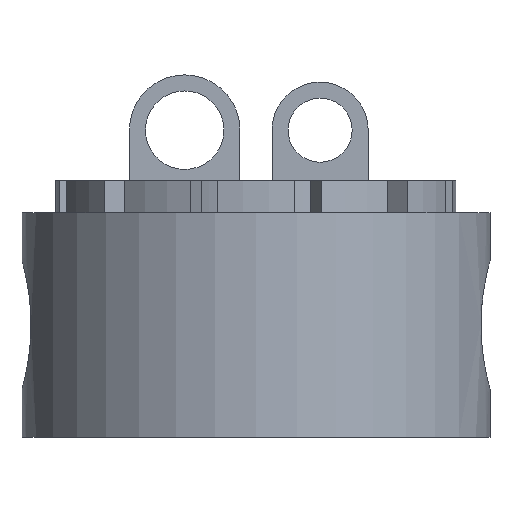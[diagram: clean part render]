
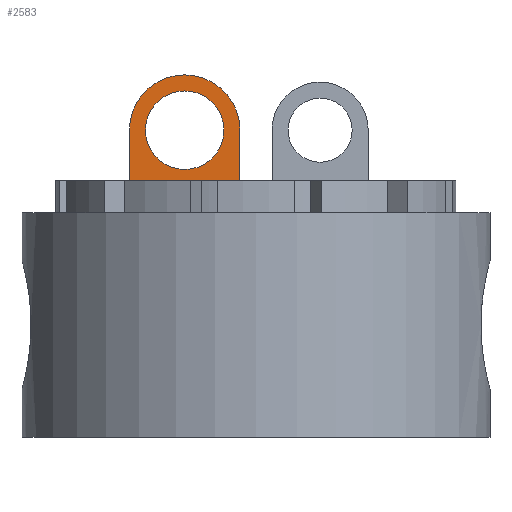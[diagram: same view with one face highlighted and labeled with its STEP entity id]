
A CAD part, front view. The second image highlights one B-rep face of the part: STEP entity #2583.
In plain terms, the highlighted planar face has unit normal (0, -1, 0).
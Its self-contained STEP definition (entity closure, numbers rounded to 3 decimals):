
#137 = FACE_BOUND ( 'NONE', #3347, .T. ) ;
#366 = DIRECTION ( 'NONE',  ( 0., 0., 1. ) ) ;
#490 = CIRCLE ( 'NONE', #1989, 34.5 ) ;
#494 = CARTESIAN_POINT ( 'NONE',  ( -44.5, -10., -123.502 ) ) ;
#548 = DIRECTION ( 'NONE',  ( 0., 0., 1. ) ) ;
#561 = CARTESIAN_POINT ( 'NONE',  ( -44.5, -10., -123.502 ) ) ;
#631 = VERTEX_POINT ( 'NONE', #3643 ) ;
#662 = PLANE ( 'NONE',  #2521 ) ;
#928 = VECTOR ( 'NONE', #548, 1000. ) ;
#1023 = DIRECTION ( 'NONE',  ( 0., 1., 0. ) ) ;
#1075 = DIRECTION ( 'NONE',  ( -1., 0., 0. ) ) ;
#1102 = CARTESIAN_POINT ( 'NONE',  ( 0., -10., -155. ) ) ;
#1106 = ORIENTED_EDGE ( 'NONE', *, *, #1878, .F. ) ;
#1130 = DIRECTION ( 'NONE',  ( 1., 0., 0. ) ) ;
#1222 = ORIENTED_EDGE ( 'NONE', *, *, #4126, .T. ) ;
#1310 = AXIS2_PLACEMENT_3D ( 'NONE', #494, #3806, #1130 ) ;
#1341 = VERTEX_POINT ( 'NONE', #2727 ) ;
#1399 = VERTEX_POINT ( 'NONE', #3669 ) ;
#1493 = DIRECTION ( 'NONE',  ( 0., 0., -1. ) ) ;
#1556 = DIRECTION ( 'NONE',  ( 0., -1., 0. ) ) ;
#1573 = CARTESIAN_POINT ( 'NONE',  ( -10., -10., -139.251 ) ) ;
#1596 = VECTOR ( 'NONE', #1075, 1000. ) ;
#1684 = CARTESIAN_POINT ( 'NONE',  ( -79., -10., -155. ) ) ;
#1699 = EDGE_CURVE ( 'NONE', #1399, #631, #3338, .T. ) ;
#1705 = ORIENTED_EDGE ( 'NONE', *, *, #1943, .F. ) ;
#1826 = ORIENTED_EDGE ( 'NONE', *, *, #3172, .F. ) ;
#1878 = EDGE_CURVE ( 'NONE', #1341, #1891, #2008, .T. ) ;
#1891 = VERTEX_POINT ( 'NONE', #4139 ) ;
#1943 = EDGE_CURVE ( 'NONE', #1891, #1341, #3540, .T. ) ;
#1944 = EDGE_LOOP ( 'NONE', ( #1826, #1222, #2392, #2706 ) ) ;
#1989 = AXIS2_PLACEMENT_3D ( 'NONE', #3015, #1023, #3334 ) ;
#2008 = CIRCLE ( 'NONE', #1310, 24.5 ) ;
#2070 = LINE ( 'NONE', #1573, #928 ) ;
#2144 = EDGE_CURVE ( 'NONE', #1399, #3568, #490, .T. ) ;
#2232 = CARTESIAN_POINT ( 'NONE',  ( -10., -10., -155. ) ) ;
#2353 = DIRECTION ( 'NONE',  ( 0., 1., 0. ) ) ;
#2375 = VECTOR ( 'NONE', #1493, 1000. ) ;
#2392 = ORIENTED_EDGE ( 'NONE', *, *, #2144, .F. ) ;
#2521 = AXIS2_PLACEMENT_3D ( 'NONE', #1684, #2353, #366 ) ;
#2583 = ADVANCED_FACE ( 'NONE', ( #137, #3857 ), #662, .F. ) ;
#2706 = ORIENTED_EDGE ( 'NONE', *, *, #1699, .T. ) ;
#2727 = CARTESIAN_POINT ( 'NONE',  ( -69., -10., -123.502 ) ) ;
#3015 = CARTESIAN_POINT ( 'NONE',  ( -44.5, -10., -123.502 ) ) ;
#3103 = VERTEX_POINT ( 'NONE', #2232 ) ;
#3127 = CARTESIAN_POINT ( 'NONE',  ( -79., -10., -139.251 ) ) ;
#3172 = EDGE_CURVE ( 'NONE', #3103, #631, #3953, .T. ) ;
#3207 = CARTESIAN_POINT ( 'NONE',  ( -10., -10., -123.502 ) ) ;
#3334 = DIRECTION ( 'NONE',  ( 1., 0., 0. ) ) ;
#3338 = LINE ( 'NONE', #3127, #2375 ) ;
#3347 = EDGE_LOOP ( 'NONE', ( #1705, #1106 ) ) ;
#3540 = CIRCLE ( 'NONE', #3606, 24.5 ) ;
#3568 = VERTEX_POINT ( 'NONE', #3207 ) ;
#3606 = AXIS2_PLACEMENT_3D ( 'NONE', #561, #1556, #3880 ) ;
#3643 = CARTESIAN_POINT ( 'NONE',  ( -79., -10., -155. ) ) ;
#3669 = CARTESIAN_POINT ( 'NONE',  ( -79., -10., -123.502 ) ) ;
#3806 = DIRECTION ( 'NONE',  ( 0., -1., 0. ) ) ;
#3857 = FACE_OUTER_BOUND ( 'NONE', #1944, .T. ) ;
#3880 = DIRECTION ( 'NONE',  ( 1., 0., 0. ) ) ;
#3953 = LINE ( 'NONE', #1102, #1596 ) ;
#4126 = EDGE_CURVE ( 'NONE', #3103, #3568, #2070, .T. ) ;
#4139 = CARTESIAN_POINT ( 'NONE',  ( -20., -10., -123.502 ) ) ;
